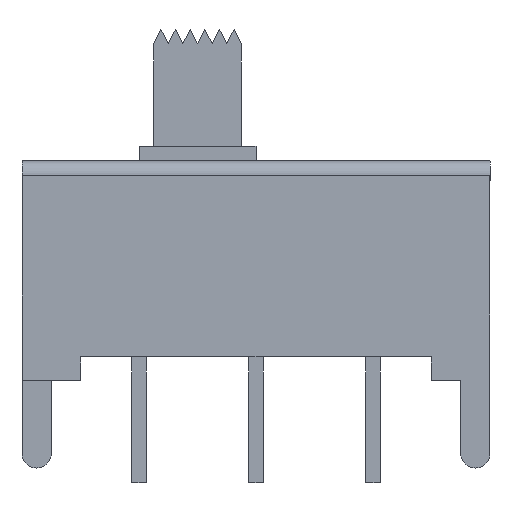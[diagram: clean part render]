
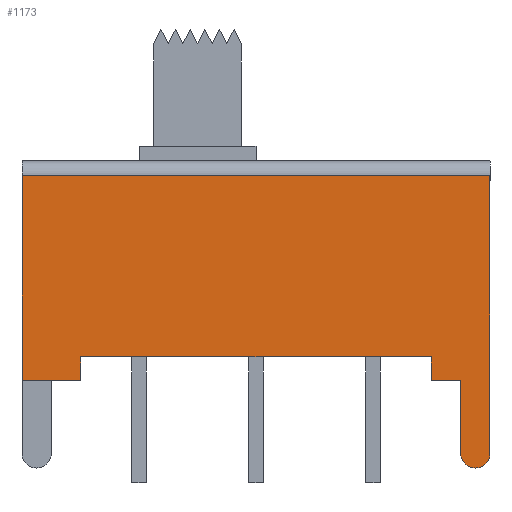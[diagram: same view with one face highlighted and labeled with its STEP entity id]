
A CAD part, front view. The second image highlights one B-rep face of the part: STEP entity #1173.
In plain terms, the highlighted planar face has unit normal (0, -1, 0).
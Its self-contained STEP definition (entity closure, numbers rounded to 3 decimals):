
#2 = DIRECTION ( 'NONE',  ( 0., 0., 1. ) ) ;
#26 = FACE_OUTER_BOUND ( 'NONE', #1063, .T. ) ;
#100 = AXIS2_PLACEMENT_3D ( 'NONE', #769, #1421, #1801 ) ;
#124 = CARTESIAN_POINT ( 'NONE',  ( -8., -3.35, -7.5 ) ) ;
#126 = VECTOR ( 'NONE', #1121, 1000. ) ;
#141 = VERTEX_POINT ( 'NONE', #1158 ) ;
#146 = VECTOR ( 'NONE', #314, 1000. ) ;
#181 = CARTESIAN_POINT ( 'NONE',  ( 7., -3.35, 0. ) ) ;
#193 = ORIENTED_EDGE ( 'NONE', *, *, #2151, .T. ) ;
#226 = AXIS2_PLACEMENT_3D ( 'NONE', #806, #971, #1223 ) ;
#235 = CARTESIAN_POINT ( 'NONE',  ( 8., -3.35, -0.5 ) ) ;
#302 = VERTEX_POINT ( 'NONE', #1024 ) ;
#310 = VECTOR ( 'NONE', #2, 1000. ) ;
#314 = DIRECTION ( 'NONE',  ( 1., 0., 0. ) ) ;
#378 = ORIENTED_EDGE ( 'NONE', *, *, #1104, .T. ) ;
#405 = LINE ( 'NONE', #1424, #851 ) ;
#445 = DIRECTION ( 'NONE',  ( 0., -1., 0. ) ) ;
#468 = ORIENTED_EDGE ( 'NONE', *, *, #2346, .T. ) ;
#488 = EDGE_CURVE ( 'NONE', #655, #302, #2351, .T. ) ;
#505 = LINE ( 'NONE', #1305, #146 ) ;
#522 = VECTOR ( 'NONE', #1309, 1000. ) ;
#537 = CARTESIAN_POINT ( 'NONE',  ( 6., -3.35, -7.5 ) ) ;
#544 = VERTEX_POINT ( 'NONE', #554 ) ;
#554 = CARTESIAN_POINT ( 'NONE',  ( -8., -3.35, -7.5 ) ) ;
#644 = PLANE ( 'NONE',  #726 ) ;
#655 = VERTEX_POINT ( 'NONE', #235 ) ;
#726 = AXIS2_PLACEMENT_3D ( 'NONE', #2471, #445, #2256 ) ;
#769 = CARTESIAN_POINT ( 'NONE',  ( 7.5, -3.35, -10. ) ) ;
#774 = LINE ( 'NONE', #181, #775 ) ;
#775 = VECTOR ( 'NONE', #991, 1000. ) ;
#776 = ORIENTED_EDGE ( 'NONE', *, *, #488, .T. ) ;
#777 = EDGE_CURVE ( 'NONE', #2289, #1946, #1092, .T. ) ;
#806 = CARTESIAN_POINT ( 'NONE',  ( 7.5, -3.35, -10. ) ) ;
#811 = CARTESIAN_POINT ( 'NONE',  ( -6., -3.35, 0. ) ) ;
#814 = CARTESIAN_POINT ( 'NONE',  ( 0., -3.35, -6.7 ) ) ;
#851 = VECTOR ( 'NONE', #2241, 1000. ) ;
#882 = LINE ( 'NONE', #2075, #1544 ) ;
#886 = VERTEX_POINT ( 'NONE', #537 ) ;
#953 = VERTEX_POINT ( 'NONE', #2586 ) ;
#963 = DIRECTION ( 'NONE',  ( 1., 0., 0. ) ) ;
#964 = ORIENTED_EDGE ( 'NONE', *, *, #1931, .F. ) ;
#971 = DIRECTION ( 'NONE',  ( 0., -1., 0. ) ) ;
#991 = DIRECTION ( 'NONE',  ( 0., 0., -1. ) ) ;
#1001 = ORIENTED_EDGE ( 'NONE', *, *, #777, .F. ) ;
#1024 = CARTESIAN_POINT ( 'NONE',  ( -8., -3.35, -0.5 ) ) ;
#1031 = ORIENTED_EDGE ( 'NONE', *, *, #1710, .T. ) ;
#1036 = EDGE_CURVE ( 'NONE', #141, #1946, #1171, .T. ) ;
#1063 = EDGE_LOOP ( 'NONE', ( #964, #776, #1588, #468, #1791, #1001, #378, #1031, #2521, #193, #2062 ) ) ;
#1092 = LINE ( 'NONE', #814, #1400 ) ;
#1097 = CARTESIAN_POINT ( 'NONE',  ( 6., -3.35, -6.7 ) ) ;
#1104 = EDGE_CURVE ( 'NONE', #2289, #886, #405, .T. ) ;
#1107 = VERTEX_POINT ( 'NONE', #1239 ) ;
#1121 = DIRECTION ( 'NONE',  ( -1., 0., 0. ) ) ;
#1158 = CARTESIAN_POINT ( 'NONE',  ( -6., -3.35, -7.5 ) ) ;
#1164 = LINE ( 'NONE', #124, #1823 ) ;
#1171 = LINE ( 'NONE', #811, #310 ) ;
#1173 = ADVANCED_FACE ( 'NONE', ( #26 ), #644, .T. ) ;
#1223 = DIRECTION ( 'NONE',  ( 0., 0., -1. ) ) ;
#1239 = CARTESIAN_POINT ( 'NONE',  ( 7., -3.35, -7.5 ) ) ;
#1305 = CARTESIAN_POINT ( 'NONE',  ( -8., -3.35, -7.5 ) ) ;
#1309 = DIRECTION ( 'NONE',  ( 0., 0., 1. ) ) ;
#1341 = CARTESIAN_POINT ( 'NONE',  ( -8., -3.35, -0.5 ) ) ;
#1400 = VECTOR ( 'NONE', #1623, 1000. ) ;
#1421 = DIRECTION ( 'NONE',  ( 0., -1., 0. ) ) ;
#1424 = CARTESIAN_POINT ( 'NONE',  ( 6., -3.35, 0. ) ) ;
#1495 = DIRECTION ( 'NONE',  ( 0., 0., -1. ) ) ;
#1503 = CIRCLE ( 'NONE', #100, 0.5 ) ;
#1544 = VECTOR ( 'NONE', #1495, 1000. ) ;
#1588 = ORIENTED_EDGE ( 'NONE', *, *, #1905, .F. ) ;
#1622 = CIRCLE ( 'NONE', #226, 0.5 ) ;
#1623 = DIRECTION ( 'NONE',  ( -1., 0., 0. ) ) ;
#1710 = EDGE_CURVE ( 'NONE', #886, #1107, #1164, .T. ) ;
#1752 = EDGE_CURVE ( 'NONE', #1107, #953, #774, .T. ) ;
#1791 = ORIENTED_EDGE ( 'NONE', *, *, #1036, .T. ) ;
#1801 = DIRECTION ( 'NONE',  ( 0., 0., -1. ) ) ;
#1823 = VECTOR ( 'NONE', #963, 1000. ) ;
#1905 = EDGE_CURVE ( 'NONE', #544, #302, #2472, .T. ) ;
#1931 = EDGE_CURVE ( 'NONE', #655, #2223, #882, .T. ) ;
#1946 = VERTEX_POINT ( 'NONE', #2522 ) ;
#2062 = ORIENTED_EDGE ( 'NONE', *, *, #2126, .T. ) ;
#2075 = CARTESIAN_POINT ( 'NONE',  ( 8., -3.35, 0. ) ) ;
#2126 = EDGE_CURVE ( 'NONE', #2611, #2223, #1622, .T. ) ;
#2151 = EDGE_CURVE ( 'NONE', #953, #2611, #1503, .T. ) ;
#2223 = VERTEX_POINT ( 'NONE', #2480 ) ;
#2241 = DIRECTION ( 'NONE',  ( 0., 0., -1. ) ) ;
#2256 = DIRECTION ( 'NONE',  ( 0., 0., -1. ) ) ;
#2289 = VERTEX_POINT ( 'NONE', #1097 ) ;
#2311 = CARTESIAN_POINT ( 'NONE',  ( -8., -3.35, 0. ) ) ;
#2346 = EDGE_CURVE ( 'NONE', #544, #141, #505, .T. ) ;
#2351 = LINE ( 'NONE', #1341, #126 ) ;
#2435 = CARTESIAN_POINT ( 'NONE',  ( 7.5, -3.35, -10.5 ) ) ;
#2471 = CARTESIAN_POINT ( 'NONE',  ( -8., -3.35, 0. ) ) ;
#2472 = LINE ( 'NONE', #2311, #522 ) ;
#2480 = CARTESIAN_POINT ( 'NONE',  ( 8., -3.35, -10. ) ) ;
#2521 = ORIENTED_EDGE ( 'NONE', *, *, #1752, .T. ) ;
#2522 = CARTESIAN_POINT ( 'NONE',  ( -6., -3.35, -6.7 ) ) ;
#2586 = CARTESIAN_POINT ( 'NONE',  ( 7., -3.35, -10. ) ) ;
#2611 = VERTEX_POINT ( 'NONE', #2435 ) ;
